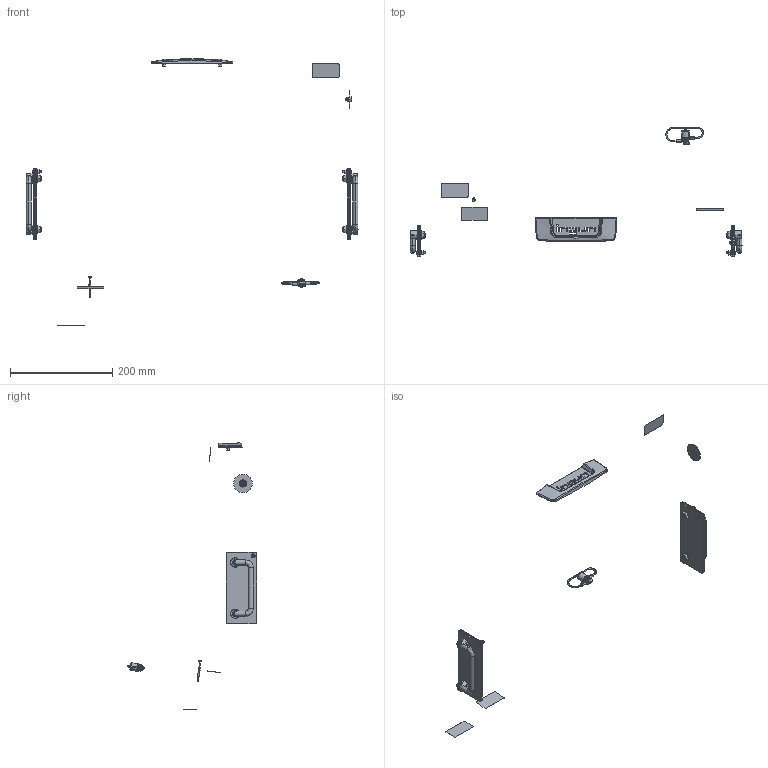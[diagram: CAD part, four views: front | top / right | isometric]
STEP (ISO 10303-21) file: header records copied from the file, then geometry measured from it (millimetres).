
FILE_DESCRIPTION (( 'STEP AP214' ), '1' );
FILE_NAME ('43597~6_MAxx13.STEP', '2021-11-18T11:10:12', ( '' ), ( '' ), 'SwSTEP 2.0', 'SolidWorks 2018', '' );
FILE_SCHEMA (( 'AUTOMOTIVE_DESIGN' ));
Length unit declared in the file: millimetre
Products named in the file (35): 9286~0; 19057_04~0; 48215~3_S; 19141~0_S; 3283~0; 110222~0_detailliert <S>; 48213~0_S; 19057~0_ESD <Standard>; KS-113-Master~-k-s_KS-113 23; 2526~0; 41841~0_S; ISO7380~n_M04,0x016; 109768~1_mit_Loch<S>; DIN985-A2~n_M04,0; DIN7991~n_M03,0x008 VA; 48214~0_S; DS-103-Master~-d-s_DS-103 03; GKS-414-0007~-g-k-s_S; 48212~0_S; 19057-01~0; 5015~0; 46893~0_ESD <S>; 18616~0_S; 110222~0_S; DIN7991~n_M03,0x012; 14849_02~0_S; 15152~0_S; 46224~0_ESD Parkposition<S>; ISO7380~n_M03,0x008; 43597~6_MAxx13; K_28778_02~0; 110513~0_S; 47715~0_FB-ESD-MAxx13<S>; DIN934~n_M03,0; 113032~0_detailliert <S>
Assembly tree (50 placements, depth 4):
  43597~6_MAxx13
    GKS-414-0007~-g-k-s_S
    KS-113-Master~-k-s_KS-113 23
    DS-103-Master~-d-s_DS-103 03
    5015~0  x3
    41841~0_S
    48215~3_S
      48214~0_S
      48212~0_S
      48213~0_S
      DIN7991~n_M03,0x008 VA
      DIN7991~n_M03,0x012
      3283~0
      46224~0_ESD Parkposition<S>
        19141~0_S  x2
        14849_02~0_S
      18616~0_S
      15152~0_S
    ISO7380~n_M04,0x016  x2
    DIN985-A2~n_M04,0  x2
    110513~0_S
      109768~1_mit_Loch<S>
      48212~0_S
      ISO7380~n_M03,0x008
      2526~0
      110222~0_S
      9286~0
      DIN934~n_M03,0
    47715~0_FB-ESD-MAxx13<S>
      19057~0_ESD <Standard>  x2
        19057-01~0
        K_28778_02~0
        19057_04~0
      46893~0_ESD <S>  x4
    110222~0_detailliert <S>  x2
    113032~0_detailliert <S>  x4
Bounding box: 649.6 x 253.11 x 521.9 mm (x, y, z)
Volume: 135459.8 mm3; surface area: 130170.9 mm2
Topology: 56 solids, 56 shells, 1863 faces, 4950 edges, 3202 vertices
Faces by surface type: bspline 553, plane 478, cylinder 402, cone 390, torus 40
Entity records: 42688 total; most frequent: CARTESIAN_POINT 18715, ORIENTED_EDGE 4938, DIRECTION 4213, EDGE_CURVE 2469, AXIS2_PLACEMENT_3D 1685, VERTEX_POINT 1597, EDGE_LOOP 1018, ADVANCED_FACE 949
